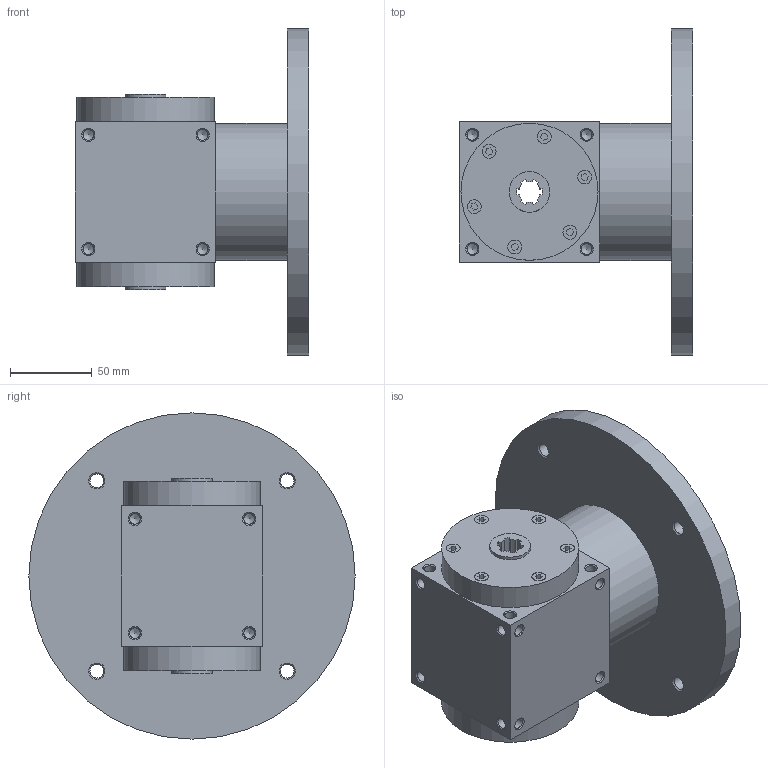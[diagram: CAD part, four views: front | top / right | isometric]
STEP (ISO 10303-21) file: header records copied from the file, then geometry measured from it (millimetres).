
FILE_DESCRIPTION( ( 'STEP AP214' ), '1' );
FILE_NAME( 'MRB86_MC1_R.1_1_80_B5.stp', '2018-08-14T07:32:04', ( '' ), ( '' ), ' ', 'PARTsolutions', ' ' );
FILE_SCHEMA( ( 'AUTOMOTIVE_DESIGN { 1 0 10303 214 1 1 1 1 }' ) );
Length unit declared in the file: millimetre
Products named in the file (3): MRB86_MC1_R.1/1_80/B5; _MRB8610-case; _MRX86_5-flange
Assembly tree (2 placements, depth 2):
  MRB86_MC1_R.1/1_80/B5
    _MRB8610-case
    _MRX86_5-flange
Bounding box: 143 x 200 x 200 mm (x, y, z)
Volume: 1322880.9 mm3; surface area: 157382.9 mm2
Topology: 2 solids, 2 shells, 295 faces, 816 edges, 527 vertices
Faces by surface type: plane 141, cylinder 98, cone 56
Full cylindrical faces by diameter (mm): 6.647 x48, 8.376 x4, 8.5 x12, 21 x1, 25 x2, 30 x1, 84 x3, 130 x1, 200 x1
Entity records: 10674 total; most frequent: DIRECTION 1482, CARTESIAN_POINT 1382, ORIENTED_EDGE 1220, EDGE_CURVE 610, AXIS2_PLACEMENT_3D 574, VERTEX_POINT 474, EDGE_LOOP 468, FACE_OUTER_BOUND 368
